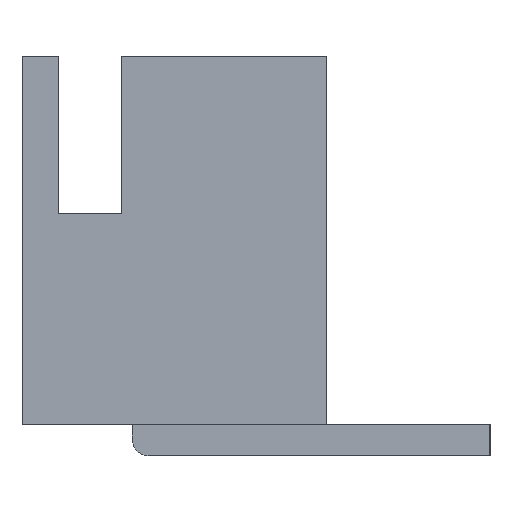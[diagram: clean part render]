
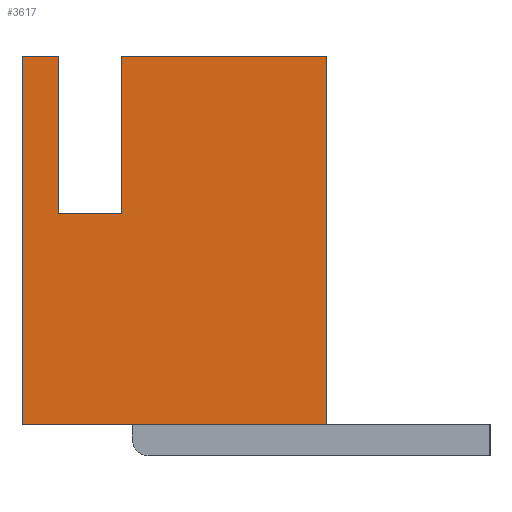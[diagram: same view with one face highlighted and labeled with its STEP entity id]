
A CAD part, left-side view. The second image highlights one B-rep face of the part: STEP entity #3617.
In plain terms, the highlighted planar face has unit normal (-1, 0, 0).
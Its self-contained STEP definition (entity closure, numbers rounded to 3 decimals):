
#53 = CARTESIAN_POINT ( 'NONE',  ( -6.25, 2.2, 7. ) ) ;
#94 = VERTEX_POINT ( 'NONE', #1277 ) ;
#119 = DIRECTION ( 'NONE',  ( 0., 0., -1. ) ) ;
#230 = CARTESIAN_POINT ( 'NONE',  ( -6.25, 2.2, 4. ) ) ;
#343 = LINE ( 'NONE', #4111, #4341 ) ;
#350 = CARTESIAN_POINT ( 'NONE',  ( -6.25, 1., 4. ) ) ;
#484 = ORIENTED_EDGE ( 'NONE', *, *, #4934, .F. ) ;
#504 = VECTOR ( 'NONE', #3079, 1000. ) ;
#587 = EDGE_CURVE ( 'NONE', #1141, #3443, #4596, .T. ) ;
#670 = EDGE_LOOP ( 'NONE', ( #4679, #484, #4868, #2753, #1743, #4626, #1903, #4229 ) ) ;
#769 = DIRECTION ( 'NONE',  ( 0., -1., 0. ) ) ;
#824 = EDGE_CURVE ( 'NONE', #1619, #94, #1140, .T. ) ;
#1140 = LINE ( 'NONE', #2653, #2102 ) ;
#1141 = VERTEX_POINT ( 'NONE', #4933 ) ;
#1255 = PLANE ( 'NONE',  #3077 ) ;
#1266 = DIRECTION ( 'NONE',  ( 0., -1., 0. ) ) ;
#1277 = CARTESIAN_POINT ( 'NONE',  ( -6.25, -2.9, 7. ) ) ;
#1537 = CARTESIAN_POINT ( 'NONE',  ( -6.25, 2.9, 7. ) ) ;
#1567 = LINE ( 'NONE', #1537, #2507 ) ;
#1619 = VERTEX_POINT ( 'NONE', #3643 ) ;
#1666 = VECTOR ( 'NONE', #4023, 1000. ) ;
#1692 = LINE ( 'NONE', #3574, #4488 ) ;
#1743 = ORIENTED_EDGE ( 'NONE', *, *, #587, .F. ) ;
#1903 = ORIENTED_EDGE ( 'NONE', *, *, #2210, .T. ) ;
#1923 = EDGE_CURVE ( 'NONE', #94, #2874, #3266, .T. ) ;
#1936 = CARTESIAN_POINT ( 'NONE',  ( -6.25, -2.9, 0. ) ) ;
#2102 = VECTOR ( 'NONE', #769, 1000. ) ;
#2210 = EDGE_CURVE ( 'NONE', #4085, #2874, #1692, .T. ) ;
#2258 = CARTESIAN_POINT ( 'NONE',  ( -6.25, -2.9, 7. ) ) ;
#2309 = EDGE_CURVE ( 'NONE', #4706, #2374, #343, .T. ) ;
#2344 = LINE ( 'NONE', #4959, #504 ) ;
#2374 = VERTEX_POINT ( 'NONE', #350 ) ;
#2507 = VECTOR ( 'NONE', #3450, 1000. ) ;
#2653 = CARTESIAN_POINT ( 'NONE',  ( -6.25, -2.9, 7. ) ) ;
#2753 = ORIENTED_EDGE ( 'NONE', *, *, #3022, .T. ) ;
#2820 = FACE_OUTER_BOUND ( 'NONE', #670, .T. ) ;
#2874 = VERTEX_POINT ( 'NONE', #1936 ) ;
#2878 = CARTESIAN_POINT ( 'NONE',  ( -6.25, -2.9, 7. ) ) ;
#3022 = EDGE_CURVE ( 'NONE', #4706, #3443, #3052, .T. ) ;
#3052 = LINE ( 'NONE', #4623, #4427 ) ;
#3077 = AXIS2_PLACEMENT_3D ( 'NONE', #3486, #4674, #119 ) ;
#3079 = DIRECTION ( 'NONE',  ( 0., 0., 1. ) ) ;
#3266 = LINE ( 'NONE', #2878, #1666 ) ;
#3332 = CARTESIAN_POINT ( 'NONE',  ( -6.25, 2.9, 0. ) ) ;
#3443 = VERTEX_POINT ( 'NONE', #53 ) ;
#3450 = DIRECTION ( 'NONE',  ( 0., 0., -1. ) ) ;
#3486 = CARTESIAN_POINT ( 'NONE',  ( -6.25, -2.9, 7. ) ) ;
#3574 = CARTESIAN_POINT ( 'NONE',  ( -6.25, -2.9, 0. ) ) ;
#3617 = ADVANCED_FACE ( 'NONE', ( #2820 ), #1255, .F. ) ;
#3643 = CARTESIAN_POINT ( 'NONE',  ( -6.25, 1., 7. ) ) ;
#3767 = DIRECTION ( 'NONE',  ( 0., -1., 0. ) ) ;
#4023 = DIRECTION ( 'NONE',  ( 0., 0., -1. ) ) ;
#4085 = VERTEX_POINT ( 'NONE', #3332 ) ;
#4111 = CARTESIAN_POINT ( 'NONE',  ( -6.25, 2.2, 4. ) ) ;
#4190 = EDGE_CURVE ( 'NONE', #1141, #4085, #1567, .T. ) ;
#4229 = ORIENTED_EDGE ( 'NONE', *, *, #1923, .F. ) ;
#4341 = VECTOR ( 'NONE', #4928, 1000. ) ;
#4427 = VECTOR ( 'NONE', #4930, 1000. ) ;
#4488 = VECTOR ( 'NONE', #1266, 1000. ) ;
#4596 = LINE ( 'NONE', #2258, #4860 ) ;
#4623 = CARTESIAN_POINT ( 'NONE',  ( -6.25, 2.2, 4. ) ) ;
#4626 = ORIENTED_EDGE ( 'NONE', *, *, #4190, .T. ) ;
#4674 = DIRECTION ( 'NONE',  ( 1., 0., 0. ) ) ;
#4679 = ORIENTED_EDGE ( 'NONE', *, *, #824, .F. ) ;
#4706 = VERTEX_POINT ( 'NONE', #230 ) ;
#4860 = VECTOR ( 'NONE', #3767, 1000. ) ;
#4868 = ORIENTED_EDGE ( 'NONE', *, *, #2309, .F. ) ;
#4928 = DIRECTION ( 'NONE',  ( 0., -1., 0. ) ) ;
#4930 = DIRECTION ( 'NONE',  ( 0., 0., 1. ) ) ;
#4933 = CARTESIAN_POINT ( 'NONE',  ( -6.25, 2.9, 7. ) ) ;
#4934 = EDGE_CURVE ( 'NONE', #2374, #1619, #2344, .T. ) ;
#4959 = CARTESIAN_POINT ( 'NONE',  ( -6.25, 1., 4. ) ) ;
